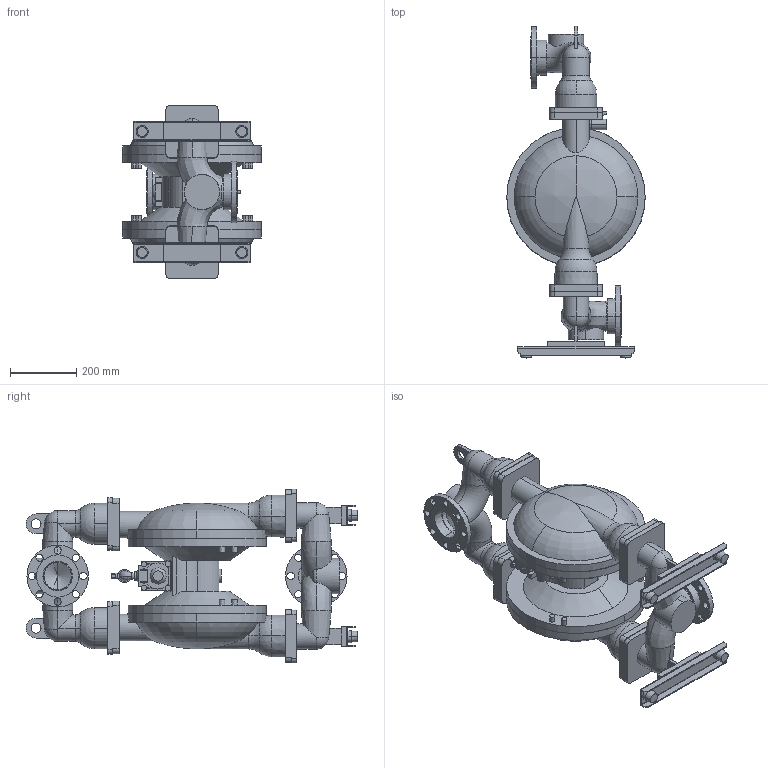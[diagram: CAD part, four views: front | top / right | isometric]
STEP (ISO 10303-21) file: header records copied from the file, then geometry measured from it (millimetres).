
FILE_DESCRIPTION (( 'STEP AP214' ), '1' );
FILE_NAME ('NDP-80BA_.STEP', '2009-04-21T02:27:46', ( ' ' ), ( ' ' ), 'SwSTEP 2.0', 'SolidWorks 2006303', '' );
FILE_SCHEMA (( 'AUTOMOTIVE_DESIGN' ));
Length unit declared in the file: millimetre
Products named in the file (1): NDP-80BA_
Bounding box: 416.36 x 998.2 x 522.5 mm (x, y, z)
Volume: 48713542.3 mm3; surface area: 2047054.4 mm2
Topology: 1 solids, 1 shells, 660 faces, 1756 edges, 1148 vertices
Faces by surface type: plane 327, cylinder 246, cone 36, torus 23, sphere 20, bspline 8
Entity records: 22766 total; most frequent: CARTESIAN_POINT 5931, DIRECTION 3582, ORIENTED_EDGE 3474, EDGE_CURVE 1737, AXIS2_PLACEMENT_3D 1304, VERTEX_POINT 1142, VECTOR 974, LINE 974
